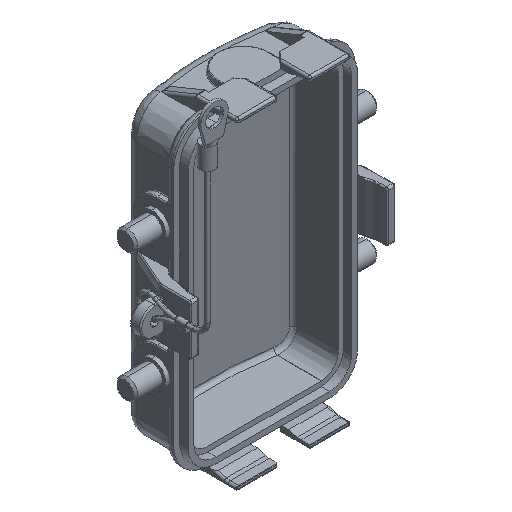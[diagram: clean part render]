
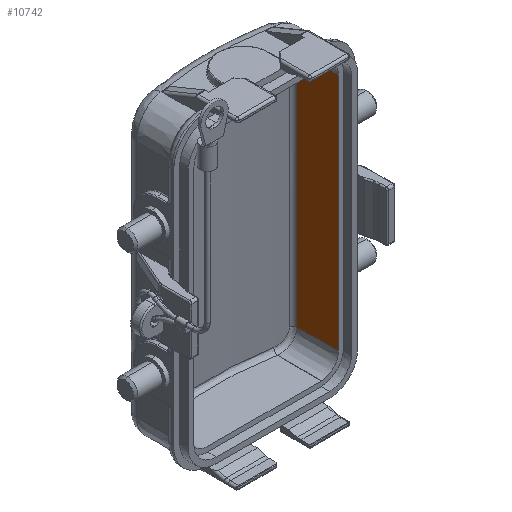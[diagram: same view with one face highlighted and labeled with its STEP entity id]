
A CAD part, isometric view. The second image highlights one B-rep face of the part: STEP entity #10742.
In plain terms, the highlighted planar face has unit normal (-1, -0.009, 0).
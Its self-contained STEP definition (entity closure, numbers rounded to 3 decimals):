
#773 = LINE ( 'NONE', #21649, #7305 ) ;
#1573 = DIRECTION ( 'NONE',  ( 0., 0., -1. ) ) ;
#2218 = EDGE_LOOP ( 'NONE', ( #7459, #9453, #17188, #12409 ) ) ;
#3139 = DIRECTION ( 'NONE',  ( 1., 0.009, 0. ) ) ;
#3698 = LINE ( 'NONE', #11852, #5889 ) ;
#5687 = CARTESIAN_POINT ( 'NONE',  ( 17.55, -8., -28.35 ) ) ;
#5889 = VECTOR ( 'NONE', #1573, 1000. ) ;
#6015 = CARTESIAN_POINT ( 'NONE',  ( 17.55, -8., 28.35 ) ) ;
#6101 = VERTEX_POINT ( 'NONE', #5687 ) ;
#7305 = VECTOR ( 'NONE', #21410, 1000. ) ;
#7459 = ORIENTED_EDGE ( 'NONE', *, *, #19514, .F. ) ;
#7908 = DIRECTION ( 'NONE',  ( 0., 0., 1. ) ) ;
#7925 = CARTESIAN_POINT ( 'NONE',  ( 17.464, 1.814, 28.35 ) ) ;
#9118 = DIRECTION ( 'NONE',  ( 0.009, -1., 0. ) ) ;
#9453 = ORIENTED_EDGE ( 'NONE', *, *, #12382, .F. ) ;
#9685 = VERTEX_POINT ( 'NONE', #15397 ) ;
#10693 = VECTOR ( 'NONE', #7908, 1000. ) ;
#10742 = ADVANCED_FACE ( 'NONE', ( #19746 ), #17129, .F. ) ;
#10861 = LINE ( 'NONE', #19623, #18781 ) ;
#11852 = CARTESIAN_POINT ( 'NONE',  ( 17.55, -8., 0. ) ) ;
#12382 = EDGE_CURVE ( 'NONE', #9685, #19024, #16407, .T. ) ;
#12409 = ORIENTED_EDGE ( 'NONE', *, *, #12781, .F. ) ;
#12781 = EDGE_CURVE ( 'NONE', #22015, #6101, #3698, .T. ) ;
#15397 = CARTESIAN_POINT ( 'NONE',  ( 17.464, 1.814, -28.35 ) ) ;
#16407 = LINE ( 'NONE', #18012, #10693 ) ;
#17129 = PLANE ( 'NONE',  #20721 ) ;
#17188 = ORIENTED_EDGE ( 'NONE', *, *, #22475, .F. ) ;
#18012 = CARTESIAN_POINT ( 'NONE',  ( 17.464, 1.814, -37.042 ) ) ;
#18781 = VECTOR ( 'NONE', #9118, 1000. ) ;
#19024 = VERTEX_POINT ( 'NONE', #7925 ) ;
#19514 = EDGE_CURVE ( 'NONE', #19024, #22015, #10861, .T. ) ;
#19623 = CARTESIAN_POINT ( 'NONE',  ( 17.55, -8., 28.35 ) ) ;
#19746 = FACE_OUTER_BOUND ( 'NONE', #2218, .T. ) ;
#20521 = CARTESIAN_POINT ( 'NONE',  ( 17.55, -8., -37.042 ) ) ;
#20721 = AXIS2_PLACEMENT_3D ( 'NONE', #20521, #3139, #22485 ) ;
#21410 = DIRECTION ( 'NONE',  ( -0.009, 1., 0. ) ) ;
#21649 = CARTESIAN_POINT ( 'NONE',  ( 17.55, -8., -28.35 ) ) ;
#22015 = VERTEX_POINT ( 'NONE', #6015 ) ;
#22475 = EDGE_CURVE ( 'NONE', #6101, #9685, #773, .T. ) ;
#22485 = DIRECTION ( 'NONE',  ( -0.009, 1., 0. ) ) ;
